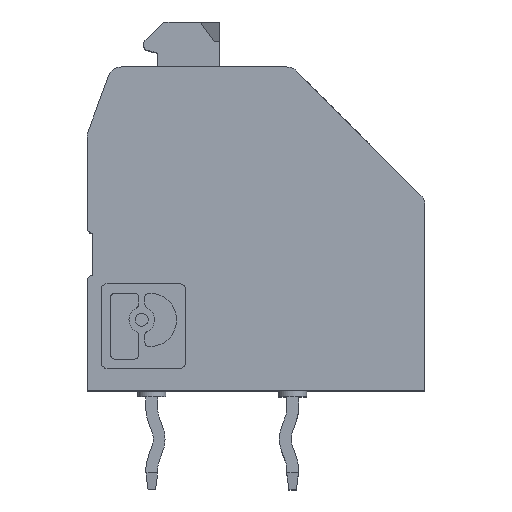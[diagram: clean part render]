
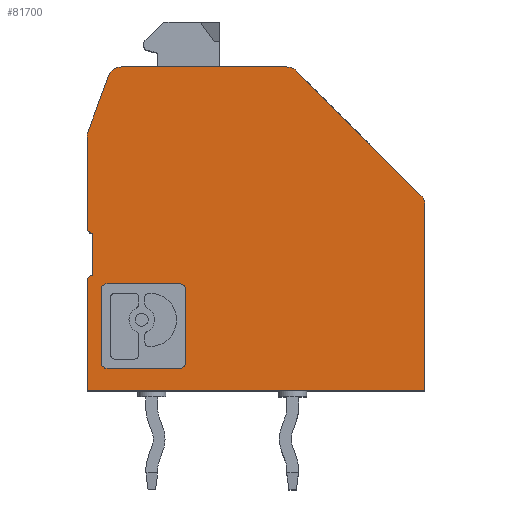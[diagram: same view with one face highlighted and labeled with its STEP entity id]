
A CAD part, top view. The second image highlights one B-rep face of the part: STEP entity #81700.
In plain terms, the highlighted planar face has unit normal (0, 0, 1).
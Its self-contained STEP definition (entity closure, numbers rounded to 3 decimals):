
#12280=CARTESIAN_POINT('',(11.439,0.,9.93));
#12290=DIRECTION('',(0.,0.,1.));
#12300=DIRECTION('',(1.,0.,0.));
#12310=AXIS2_PLACEMENT_3D('',#12280,#12290,#12300);
#12320=PLANE('',#12310);
#30730=CARTESIAN_POINT('',(11.5,6.593,9.93));
#30740=DIRECTION('',(0.,0.,1.));
#30750=DIRECTION('',(1.,0.,0.));
#30760=AXIS2_PLACEMENT_3D('',#30730,#30740,#30750);
#30770=CIRCLE('',#30760,0.5);
#30780=CARTESIAN_POINT('',(12.,6.593,9.93));
#30790=VERTEX_POINT('',#30780);
#30800=CARTESIAN_POINT('',(11.854,6.946,9.93));
#30810=VERTEX_POINT('',#30800);
#30820=EDGE_CURVE('',#30790,#30810,#30770,.T.);
#35570=CARTESIAN_POINT('',(7.446,11.354,9.93));
#35580=VERTEX_POINT('',#35570);
#35610=CARTESIAN_POINT('',(7.093,11.,9.93));
#35620=DIRECTION('',(0.,0.,-1.));
#35630=DIRECTION('',(-1.,0.,0.));
#35640=AXIS2_PLACEMENT_3D('',#35610,#35620,#35630);
#35650=CIRCLE('',#35640,0.5);
#35660=CARTESIAN_POINT('',(7.093,11.5,9.93));
#35670=VERTEX_POINT('',#35660);
#35680=EDGE_CURVE('',#35670,#35580,#35650,.T.);
#36600=CARTESIAN_POINT('',(0.,18.8,9.93));
#36610=DIRECTION('',(0.707,-0.707,0.));
#36620=VECTOR('',#36610,1.);
#36630=LINE('',#36600,#36620);
#36640=EDGE_CURVE('',#35580,#30810,#36630,.T.);
#57110=CARTESIAN_POINT('',(0.2,4.1,9.93));
#57120=VERTEX_POINT('',#57110);
#57270=CARTESIAN_POINT('',(0.2,5.6,9.93));
#57280=VERTEX_POINT('',#57270);
#57310=CARTESIAN_POINT('',(0.2,0.,9.93));
#57320=DIRECTION('',(0.,1.,0.));
#57330=VECTOR('',#57320,1.);
#57340=LINE('',#57310,#57330);
#57350=EDGE_CURVE('',#57120,#57280,#57340,.T.);
#57520=CARTESIAN_POINT('',(0.2,5.8,9.93));
#57530=DIRECTION('',(0.,0.,-1.));
#57540=DIRECTION('',(-1.,0.,0.));
#57550=AXIS2_PLACEMENT_3D('',#57520,#57530,#57540);
#57560=CIRCLE('',#57550,0.2);
#57570=CARTESIAN_POINT('',(0.,5.8,9.93));
#57580=VERTEX_POINT('',#57570);
#57590=EDGE_CURVE('',#57280,#57580,#57560,.T.);
#80220=CARTESIAN_POINT('',(0.,0.,9.93));
#80230=DIRECTION('',(0.,1.,0.));
#80240=VECTOR('',#80230,1.);
#80250=LINE('',#80220,#80240);
#80260=CARTESIAN_POINT('',(0.,0.,9.93));
#80270=VERTEX_POINT('',#80260);
#80280=CARTESIAN_POINT('',(0.,3.9,9.93));
#80290=VERTEX_POINT('',#80280);
#80300=EDGE_CURVE('',#80270,#80290,#80250,.T.);
#80310=ORIENTED_EDGE('',*,*,#80300,.F.);
#80320=CARTESIAN_POINT('',(0.2,3.9,9.93));
#80330=DIRECTION('',(0.,0.,1.));
#80340=DIRECTION('',(1.,0.,0.));
#80350=AXIS2_PLACEMENT_3D('',#80320,#80330,#80340);
#80360=CIRCLE('',#80350,0.2);
#80370=EDGE_CURVE('',#57120,#80290,#80360,.T.);
#80380=ORIENTED_EDGE('',*,*,#80370,.T.);
#80390=ORIENTED_EDGE('',*,*,#57350,.F.);
#80400=ORIENTED_EDGE('',*,*,#57590,.F.);
#80410=CARTESIAN_POINT('',(0.,0.,9.93));
#80420=DIRECTION('',(0.,1.,0.));
#80430=VECTOR('',#80420,1.);
#80440=LINE('',#80410,#80430);
#80450=CARTESIAN_POINT('',(0.,9.012,9.93));
#80460=VERTEX_POINT('',#80450);
#80470=EDGE_CURVE('',#57580,#80460,#80440,.T.);
#80480=ORIENTED_EDGE('',*,*,#80470,.F.);
#80490=CARTESIAN_POINT('',(0.5,9.012,9.93));
#80500=DIRECTION('',(0.,0.,1.));
#80510=DIRECTION('',(1.,0.,0.));
#80520=AXIS2_PLACEMENT_3D('',#80490,#80500,#80510);
#80530=CIRCLE('',#80520,0.5);
#80540=CARTESIAN_POINT('',(0.03,9.183,9.93));
#80550=VERTEX_POINT('',#80540);
#80560=EDGE_CURVE('',#80550,#80460,#80530,.T.);
#80570=ORIENTED_EDGE('',*,*,#80560,.T.);
#80580=CARTESIAN_POINT('',(-3.312,0.,9.93));
#80590=DIRECTION('',(0.342,0.94,0.));
#80600=VECTOR('',#80590,1.);
#80610=LINE('',#80580,#80600);
#80620=CARTESIAN_POINT('',(0.754,11.171,9.93));
#80630=VERTEX_POINT('',#80620);
#80640=EDGE_CURVE('',#80550,#80630,#80610,.T.);
#80650=ORIENTED_EDGE('',*,*,#80640,.F.);
#80660=CARTESIAN_POINT('',(1.224,11.,9.93));
#80670=DIRECTION('',(0.,0.,1.));
#80680=DIRECTION('',(1.,0.,0.));
#80690=AXIS2_PLACEMENT_3D('',#80660,#80670,#80680);
#80700=CIRCLE('',#80690,0.5);
#80710=CARTESIAN_POINT('',(1.224,11.5,9.93));
#80720=VERTEX_POINT('',#80710);
#80730=EDGE_CURVE('',#80720,#80630,#80700,.T.);
#80740=ORIENTED_EDGE('',*,*,#80730,.T.);
#80750=CARTESIAN_POINT('',(0.,11.5,9.93));
#80760=DIRECTION('',(1.,0.,0.));
#80770=VECTOR('',#80760,1.);
#80780=LINE('',#80750,#80770);
#80790=EDGE_CURVE('',#80720,#35670,#80780,.T.);
#80800=ORIENTED_EDGE('',*,*,#80790,.F.);
#80810=ORIENTED_EDGE('',*,*,#35680,.F.);
#80820=ORIENTED_EDGE('',*,*,#36640,.F.);
#80830=ORIENTED_EDGE('',*,*,#30820,.T.);
#80840=CARTESIAN_POINT('',(12.,0.,9.93));
#80850=DIRECTION('',(0.,-1.,0.));
#80860=VECTOR('',#80850,1.);
#80870=LINE('',#80840,#80860);
#80880=CARTESIAN_POINT('',(12.,0.,9.93));
#80890=VERTEX_POINT('',#80880);
#80900=EDGE_CURVE('',#30790,#80890,#80870,.T.);
#80910=ORIENTED_EDGE('',*,*,#80900,.F.);
#80920=CARTESIAN_POINT('',(0.,0.,9.93));
#80930=DIRECTION('',(-1.,0.,0.));
#80940=VECTOR('',#80930,1.);
#80950=LINE('',#80920,#80940);
#80960=EDGE_CURVE('',#80890,#80270,#80950,.T.);
#80970=ORIENTED_EDGE('',*,*,#80960,.F.);
#80980=EDGE_LOOP('',(#80970,#80910,#80830,#80820,#80810,#80800,#80740,
#80650,#80570,#80480,#80400,#80390,#80380,#80310));
#80990=FACE_OUTER_BOUND('',#80980,.T.);
#81000=CARTESIAN_POINT('',(0.,0.8,9.93));
#81010=DIRECTION('',(1.,0.,0.));
#81020=VECTOR('',#81010,1.);
#81030=LINE('',#81000,#81020);
#81040=CARTESIAN_POINT('',(0.711,0.8,9.93));
#81050=VERTEX_POINT('',#81040);
#81060=CARTESIAN_POINT('',(3.289,0.8,9.93));
#81070=VERTEX_POINT('',#81060);
#81080=EDGE_CURVE('',#81050,#81070,#81030,.T.);
#81090=ORIENTED_EDGE('',*,*,#81080,.F.);
#81100=CARTESIAN_POINT('',(3.289,1.011,9.93));
#81110=DIRECTION('',(0.,0.,1.));
#81120=DIRECTION('',(1.,0.,0.));
#81130=AXIS2_PLACEMENT_3D('',#81100,#81110,#81120);
#81140=CIRCLE('',#81130,0.211);
#81150=CARTESIAN_POINT('',(3.5,1.011,9.93));
#81160=VERTEX_POINT('',#81150);
#81170=EDGE_CURVE('',#81070,#81160,#81140,.T.);
#81180=ORIENTED_EDGE('',*,*,#81170,.F.);
#81190=CARTESIAN_POINT('',(3.5,0.,9.93));
#81200=DIRECTION('',(0.,1.,0.));
#81210=VECTOR('',#81200,1.);
#81220=LINE('',#81190,#81210);
#81230=CARTESIAN_POINT('',(3.5,3.589,9.93));
#81240=VERTEX_POINT('',#81230);
#81250=EDGE_CURVE('',#81160,#81240,#81220,.T.);
#81260=ORIENTED_EDGE('',*,*,#81250,.F.);
#81270=CARTESIAN_POINT('',(3.289,3.589,9.93));
#81280=DIRECTION('',(0.,0.,1.));
#81290=DIRECTION('',(1.,0.,0.));
#81300=AXIS2_PLACEMENT_3D('',#81270,#81280,#81290);
#81310=CIRCLE('',#81300,0.211);
#81320=CARTESIAN_POINT('',(3.289,3.8,9.93));
#81330=VERTEX_POINT('',#81320);
#81340=EDGE_CURVE('',#81240,#81330,#81310,.T.);
#81350=ORIENTED_EDGE('',*,*,#81340,.F.);
#81360=CARTESIAN_POINT('',(0.,3.8,9.93));
#81370=DIRECTION('',(-1.,0.,0.));
#81380=VECTOR('',#81370,1.);
#81390=LINE('',#81360,#81380);
#81400=CARTESIAN_POINT('',(0.711,3.8,9.93));
#81410=VERTEX_POINT('',#81400);
#81420=EDGE_CURVE('',#81330,#81410,#81390,.T.);
#81430=ORIENTED_EDGE('',*,*,#81420,.F.);
#81440=CARTESIAN_POINT('',(0.711,3.589,9.93));
#81450=DIRECTION('',(0.,0.,1.));
#81460=DIRECTION('',(1.,0.,0.));
#81470=AXIS2_PLACEMENT_3D('',#81440,#81450,#81460);
#81480=CIRCLE('',#81470,0.211);
#81490=CARTESIAN_POINT('',(0.5,3.589,9.93));
#81500=VERTEX_POINT('',#81490);
#81510=EDGE_CURVE('',#81410,#81500,#81480,.T.);
#81520=ORIENTED_EDGE('',*,*,#81510,.F.);
#81530=CARTESIAN_POINT('',(0.5,0.,9.93));
#81540=DIRECTION('',(0.,-1.,0.));
#81550=VECTOR('',#81540,1.);
#81560=LINE('',#81530,#81550);
#81570=CARTESIAN_POINT('',(0.5,1.011,9.93));
#81580=VERTEX_POINT('',#81570);
#81590=EDGE_CURVE('',#81500,#81580,#81560,.T.);
#81600=ORIENTED_EDGE('',*,*,#81590,.F.);
#81610=CARTESIAN_POINT('',(0.711,1.011,9.93));
#81620=DIRECTION('',(0.,0.,1.));
#81630=DIRECTION('',(1.,0.,0.));
#81640=AXIS2_PLACEMENT_3D('',#81610,#81620,#81630);
#81650=CIRCLE('',#81640,0.211);
#81660=EDGE_CURVE('',#81580,#81050,#81650,.T.);
#81670=ORIENTED_EDGE('',*,*,#81660,.F.);
#81680=EDGE_LOOP('',(#81670,#81600,#81520,#81430,#81350,#81260,#81180,
#81090));
#81690=FACE_BOUND('',#81680,.T.);
#81700=ADVANCED_FACE('',(#80990,#81690),#12320,.T.);
